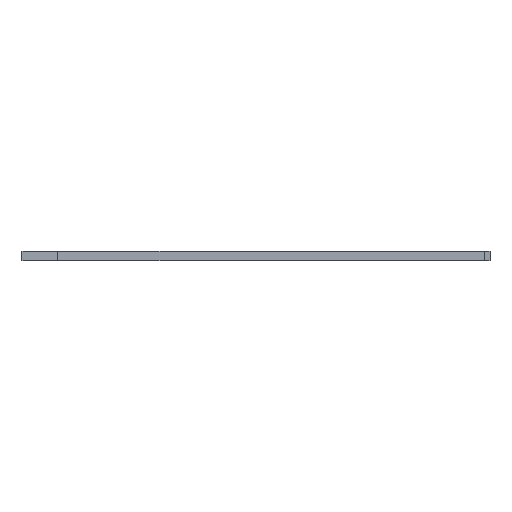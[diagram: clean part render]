
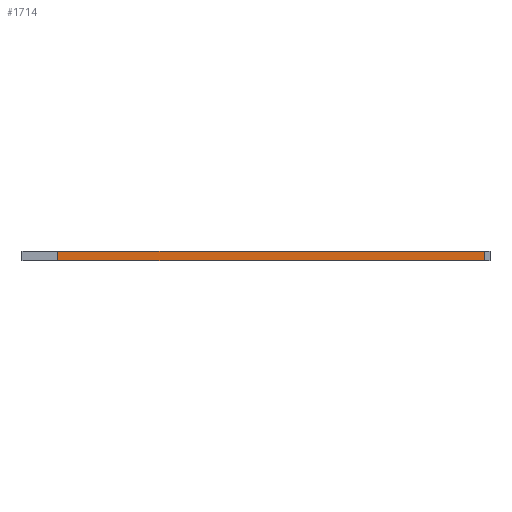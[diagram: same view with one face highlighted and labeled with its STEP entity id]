
A CAD part, front view. The second image highlights one B-rep face of the part: STEP entity #1714.
In plain terms, the highlighted planar face has unit normal (0, -1, 0).
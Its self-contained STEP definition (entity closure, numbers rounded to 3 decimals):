
#83 = PLANE('',#84);
#84 = AXIS2_PLACEMENT_3D('',#85,#86,#87);
#85 = CARTESIAN_POINT('',(41.706,40.7,1.6));
#86 = DIRECTION('',(0.,0.,1.));
#87 = DIRECTION('',(1.,0.,-0.));
#137 = PLANE('',#138);
#138 = AXIS2_PLACEMENT_3D('',#139,#140,#141);
#139 = CARTESIAN_POINT('',(41.706,40.7,0.));
#140 = DIRECTION('',(0.,0.,1.));
#141 = DIRECTION('',(1.,0.,-0.));
#268 = PLANE('',#269);
#269 = AXIS2_PLACEMENT_3D('',#270,#271,#272);
#270 = CARTESIAN_POINT('',(6.35,0.,0.));
#271 = DIRECTION('',(1.,0.,-0.));
#272 = DIRECTION('',(0.,-1.,0.));
#307 = VERTEX_POINT('',#308);
#308 = CARTESIAN_POINT('',(6.35,-9.3,0.));
#329 = EDGE_CURVE('',#307,#330,#332,.T.);
#330 = VERTEX_POINT('',#331);
#331 = CARTESIAN_POINT('',(81.8,-9.3,0.));
#332 = SURFACE_CURVE('',#333,(#337,#344),.PCURVE_S1.);
#333 = LINE('',#334,#335);
#334 = CARTESIAN_POINT('',(6.35,-9.3,0.));
#335 = VECTOR('',#336,1.);
#336 = DIRECTION('',(1.,0.,0.));
#337 = PCURVE('',#137,#338);
#338 = DEFINITIONAL_REPRESENTATION('',(#339),#343);
#339 = LINE('',#340,#341);
#340 = CARTESIAN_POINT('',(-35.356,-50.));
#341 = VECTOR('',#342,1.);
#342 = DIRECTION('',(1.,0.));
#343 = ( GEOMETRIC_REPRESENTATION_CONTEXT(2) 
PARAMETRIC_REPRESENTATION_CONTEXT() REPRESENTATION_CONTEXT('2D SPACE',''
  ) );
#344 = PCURVE('',#345,#350);
#345 = PLANE('',#346);
#346 = AXIS2_PLACEMENT_3D('',#347,#348,#349);
#347 = CARTESIAN_POINT('',(6.35,-9.3,0.));
#348 = DIRECTION('',(0.,1.,0.));
#349 = DIRECTION('',(1.,0.,0.));
#350 = DEFINITIONAL_REPRESENTATION('',(#351),#355);
#351 = LINE('',#352,#353);
#352 = CARTESIAN_POINT('',(0.,0.));
#353 = VECTOR('',#354,1.);
#354 = DIRECTION('',(1.,0.));
#355 = ( GEOMETRIC_REPRESENTATION_CONTEXT(2) 
PARAMETRIC_REPRESENTATION_CONTEXT() REPRESENTATION_CONTEXT('2D SPACE',''
  ) );
#373 = PLANE('',#374);
#374 = AXIS2_PLACEMENT_3D('',#375,#376,#377);
#375 = CARTESIAN_POINT('',(81.8,-9.3,0.));
#376 = DIRECTION('',(-1.,0.,0.));
#377 = DIRECTION('',(0.,1.,0.));
#1031 = VERTEX_POINT('',#1032);
#1032 = CARTESIAN_POINT('',(6.35,-9.3,1.6));
#1053 = EDGE_CURVE('',#1031,#1054,#1056,.T.);
#1054 = VERTEX_POINT('',#1055);
#1055 = CARTESIAN_POINT('',(81.8,-9.3,1.6));
#1056 = SURFACE_CURVE('',#1057,(#1061,#1068),.PCURVE_S1.);
#1057 = LINE('',#1058,#1059);
#1058 = CARTESIAN_POINT('',(6.35,-9.3,1.6));
#1059 = VECTOR('',#1060,1.);
#1060 = DIRECTION('',(1.,0.,0.));
#1061 = PCURVE('',#83,#1062);
#1062 = DEFINITIONAL_REPRESENTATION('',(#1063),#1067);
#1063 = LINE('',#1064,#1065);
#1064 = CARTESIAN_POINT('',(-35.356,-50.));
#1065 = VECTOR('',#1066,1.);
#1066 = DIRECTION('',(1.,0.));
#1067 = ( GEOMETRIC_REPRESENTATION_CONTEXT(2) 
PARAMETRIC_REPRESENTATION_CONTEXT() REPRESENTATION_CONTEXT('2D SPACE',''
  ) );
#1068 = PCURVE('',#345,#1069);
#1069 = DEFINITIONAL_REPRESENTATION('',(#1070),#1074);
#1070 = LINE('',#1071,#1072);
#1071 = CARTESIAN_POINT('',(0.,-1.6));
#1072 = VECTOR('',#1073,1.);
#1073 = DIRECTION('',(1.,0.));
#1074 = ( GEOMETRIC_REPRESENTATION_CONTEXT(2) 
PARAMETRIC_REPRESENTATION_CONTEXT() REPRESENTATION_CONTEXT('2D SPACE',''
  ) );
#1666 = EDGE_CURVE('',#307,#1031,#1667,.T.);
#1667 = SURFACE_CURVE('',#1668,(#1672,#1679),.PCURVE_S1.);
#1668 = LINE('',#1669,#1670);
#1669 = CARTESIAN_POINT('',(6.35,-9.3,0.));
#1670 = VECTOR('',#1671,1.);
#1671 = DIRECTION('',(0.,0.,1.));
#1672 = PCURVE('',#268,#1673);
#1673 = DEFINITIONAL_REPRESENTATION('',(#1674),#1678);
#1674 = LINE('',#1675,#1676);
#1675 = CARTESIAN_POINT('',(9.3,0.));
#1676 = VECTOR('',#1677,1.);
#1677 = DIRECTION('',(0.,-1.));
#1678 = ( GEOMETRIC_REPRESENTATION_CONTEXT(2) 
PARAMETRIC_REPRESENTATION_CONTEXT() REPRESENTATION_CONTEXT('2D SPACE',''
  ) );
#1679 = PCURVE('',#345,#1680);
#1680 = DEFINITIONAL_REPRESENTATION('',(#1681),#1685);
#1681 = LINE('',#1682,#1683);
#1682 = CARTESIAN_POINT('',(0.,0.));
#1683 = VECTOR('',#1684,1.);
#1684 = DIRECTION('',(0.,-1.));
#1685 = ( GEOMETRIC_REPRESENTATION_CONTEXT(2) 
PARAMETRIC_REPRESENTATION_CONTEXT() REPRESENTATION_CONTEXT('2D SPACE',''
  ) );
#1714 = ADVANCED_FACE('',(#1715),#345,.F.);
#1715 = FACE_BOUND('',#1716,.F.);
#1716 = EDGE_LOOP('',(#1717,#1718,#1719,#1740));
#1717 = ORIENTED_EDGE('',*,*,#1666,.T.);
#1718 = ORIENTED_EDGE('',*,*,#1053,.T.);
#1719 = ORIENTED_EDGE('',*,*,#1720,.F.);
#1720 = EDGE_CURVE('',#330,#1054,#1721,.T.);
#1721 = SURFACE_CURVE('',#1722,(#1726,#1733),.PCURVE_S1.);
#1722 = LINE('',#1723,#1724);
#1723 = CARTESIAN_POINT('',(81.8,-9.3,0.));
#1724 = VECTOR('',#1725,1.);
#1725 = DIRECTION('',(0.,0.,1.));
#1726 = PCURVE('',#345,#1727);
#1727 = DEFINITIONAL_REPRESENTATION('',(#1728),#1732);
#1728 = LINE('',#1729,#1730);
#1729 = CARTESIAN_POINT('',(75.45,0.));
#1730 = VECTOR('',#1731,1.);
#1731 = DIRECTION('',(0.,-1.));
#1732 = ( GEOMETRIC_REPRESENTATION_CONTEXT(2) 
PARAMETRIC_REPRESENTATION_CONTEXT() REPRESENTATION_CONTEXT('2D SPACE',''
  ) );
#1733 = PCURVE('',#373,#1734);
#1734 = DEFINITIONAL_REPRESENTATION('',(#1735),#1739);
#1735 = LINE('',#1736,#1737);
#1736 = CARTESIAN_POINT('',(0.,0.));
#1737 = VECTOR('',#1738,1.);
#1738 = DIRECTION('',(0.,-1.));
#1739 = ( GEOMETRIC_REPRESENTATION_CONTEXT(2) 
PARAMETRIC_REPRESENTATION_CONTEXT() REPRESENTATION_CONTEXT('2D SPACE',''
  ) );
#1740 = ORIENTED_EDGE('',*,*,#329,.F.);
